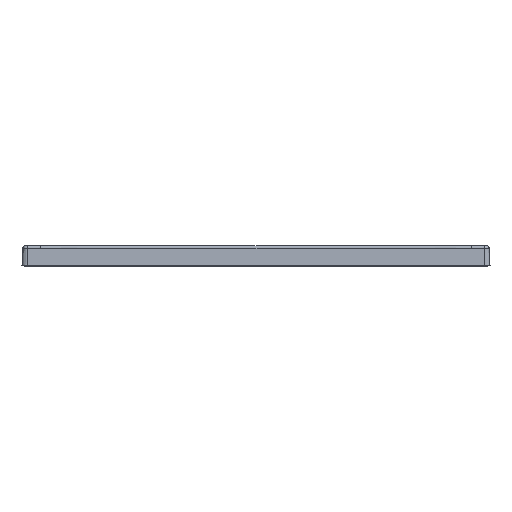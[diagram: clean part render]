
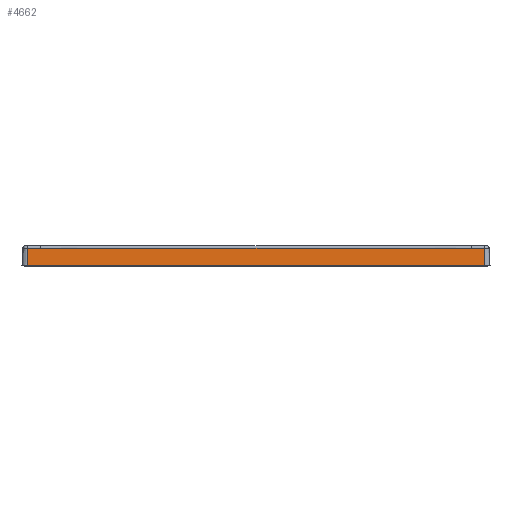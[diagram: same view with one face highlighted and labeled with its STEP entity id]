
A CAD part, left-side view. The second image highlights one B-rep face of the part: STEP entity #4662.
In plain terms, the highlighted planar face has unit normal (-0.999, 0, 0.052).
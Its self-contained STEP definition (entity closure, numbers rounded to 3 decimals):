
#2626=PLANE('',#42486);
#4662=ADVANCED_FACE('',(#7592),#2626,.T.);
#7592=FACE_OUTER_BOUND('',#10394,.T.);
#10394=EDGE_LOOP('',(#21447,#21448,#21449,#21450,#21451,#21452));
#13852=LINE('',#106130,#14234);
#13853=LINE('',#106132,#14235);
#14234=VECTOR('',#48197,1.);
#14235=VECTOR('',#48200,1.);
#21447=ORIENTED_EDGE('',*,*,#35150,.T.);
#21448=ORIENTED_EDGE('',*,*,#35147,.T.);
#21449=ORIENTED_EDGE('',*,*,#35216,.F.);
#21450=ORIENTED_EDGE('',*,*,#35188,.T.);
#21451=ORIENTED_EDGE('',*,*,#35215,.T.);
#21452=ORIENTED_EDGE('',*,*,#35153,.T.);
#29785=VERTEX_POINT('',#102355);
#29787=VERTEX_POINT('',#102398);
#29789=VERTEX_POINT('',#102432);
#29791=VERTEX_POINT('',#102491);
#29816=VERTEX_POINT('',#103511);
#29817=VERTEX_POINT('',#103516);
#35147=EDGE_CURVE('',#29787,#29785,#39083,.T.);
#35150=EDGE_CURVE('',#29789,#29787,#39086,.T.);
#35153=EDGE_CURVE('',#29791,#29789,#39088,.T.);
#35188=EDGE_CURVE('',#29817,#29816,#39111,.T.);
#35215=EDGE_CURVE('',#29816,#29791,#13852,.T.);
#35216=EDGE_CURVE('',#29817,#29785,#13853,.T.);
#39083=B_SPLINE_CURVE_WITH_KNOTS('',3,(#102410,#102411,#102412,#102413),
 .UNSPECIFIED.,.F.,.F.,(4,4),(0.,1.),.UNSPECIFIED.);
#39086=B_SPLINE_CURVE_WITH_KNOTS('',3,(#102450,#102451,#102452,#102453,
#102454,#102455,#102456,#102457,#102458,#102459),.UNSPECIFIED.,.F.,.F.,
(4,3,3,4),(0.,0.496,0.748,1.),.UNSPECIFIED.);
#39088=B_SPLINE_CURVE_WITH_KNOTS('',3,(#102503,#102504,#102505,#102506),
 .UNSPECIFIED.,.F.,.F.,(4,4),(0.,1.),.UNSPECIFIED.);
#39111=B_SPLINE_CURVE_WITH_KNOTS('',3,(#103512,#103513,#103514,#103515),
 .UNSPECIFIED.,.F.,.F.,(4,4),(0.,1.),.UNSPECIFIED.);
#42486=AXIS2_PLACEMENT_3D('',#106133,#48201,#48202);
#48197=DIRECTION('',(0.052,0.,0.999));
#48200=DIRECTION('',(0.052,0.,0.999));
#48201=DIRECTION('',(-0.999,0.,0.052));
#48202=DIRECTION('',(0.052,0.,0.999));
#102355=CARTESIAN_POINT('',(-699.989,442.,-4.786));
#102398=CARTESIAN_POINT('',(-699.99,415.898,-4.807));
#102410=CARTESIAN_POINT('',(-699.99,415.898,-4.807));
#102411=CARTESIAN_POINT('',(-699.99,424.599,-4.803));
#102412=CARTESIAN_POINT('',(-699.991,433.299,-4.826));
#102413=CARTESIAN_POINT('',(-699.989,442.,-4.786));
#102432=CARTESIAN_POINT('',(-699.99,-415.898,-4.807));
#102450=CARTESIAN_POINT('',(-699.99,-415.898,-4.807));
#102451=CARTESIAN_POINT('',(-699.993,-278.37,-4.871));
#102452=CARTESIAN_POINT('',(-699.991,-140.843,-4.829));
#102453=CARTESIAN_POINT('',(-699.991,-3.316,-4.829));
#102454=CARTESIAN_POINT('',(-699.991,66.553,-4.829));
#102455=CARTESIAN_POINT('',(-699.991,136.422,-4.829));
#102456=CARTESIAN_POINT('',(-699.991,206.291,-4.829));
#102457=CARTESIAN_POINT('',(-699.991,276.16,-4.829));
#102458=CARTESIAN_POINT('',(-699.992,346.029,-4.839));
#102459=CARTESIAN_POINT('',(-699.99,415.898,-4.807));
#102491=CARTESIAN_POINT('',(-699.989,-442.,-4.786));
#102503=CARTESIAN_POINT('',(-699.989,-442.,-4.786));
#102504=CARTESIAN_POINT('',(-699.991,-433.299,-4.826));
#102505=CARTESIAN_POINT('',(-699.99,-424.599,-4.803));
#102506=CARTESIAN_POINT('',(-699.99,-415.898,-4.807));
#103511=CARTESIAN_POINT('',(-701.719,-442.,-37.8));
#103512=CARTESIAN_POINT('',(-701.719,442.,-37.8));
#103513=CARTESIAN_POINT('',(-701.719,147.333,-37.8));
#103514=CARTESIAN_POINT('',(-701.719,-147.333,-37.8));
#103515=CARTESIAN_POINT('',(-701.719,-442.,-37.8));
#103516=CARTESIAN_POINT('',(-701.719,442.,-37.8));
#106130=CARTESIAN_POINT('',(-700.,-442.,-5.));
#106132=CARTESIAN_POINT('',(-700.,442.,-5.));
#106133=CARTESIAN_POINT('',(-700.,450.,-5.));
